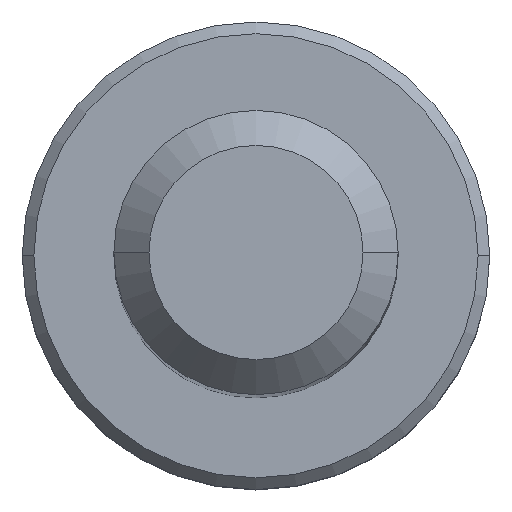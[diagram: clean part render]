
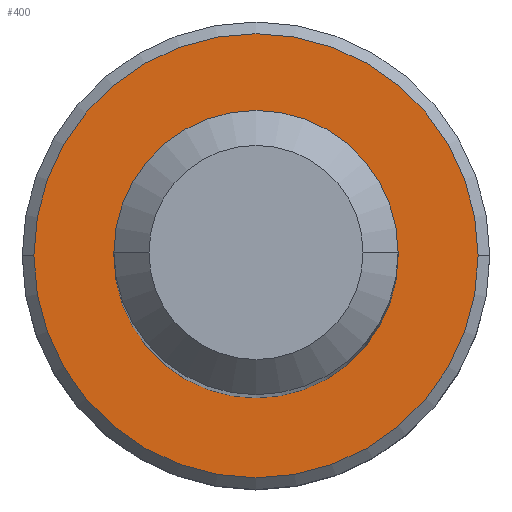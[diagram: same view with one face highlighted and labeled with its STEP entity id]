
A CAD part, top view. The second image highlights one B-rep face of the part: STEP entity #400.
In plain terms, the highlighted planar face has unit normal (0, 0, 1).
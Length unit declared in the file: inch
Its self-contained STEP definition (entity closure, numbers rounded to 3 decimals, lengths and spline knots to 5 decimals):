
#9 = DIRECTION ( 'NONE',  ( -1., 0., 0. ) ) ;
#37 = DIRECTION ( 'NONE',  ( -1., 0., 0. ) ) ;
#48 = FACE_OUTER_BOUND ( 'NONE', #667, .T. ) ;
#50 = VERTEX_POINT ( 'NONE', #609 ) ;
#80 = DIRECTION ( 'NONE',  ( 0., 0., 1. ) ) ;
#84 = CARTESIAN_POINT ( 'NONE',  ( 0.14844, 0., -1.25 ) ) ;
#95 = CARTESIAN_POINT ( 'NONE',  ( 0., 0., -1.25 ) ) ;
#104 = CARTESIAN_POINT ( 'NONE',  ( 0., 0., -1.25 ) ) ;
#115 = AXIS2_PLACEMENT_3D ( 'NONE', #145, #80, #445 ) ;
#133 = DIRECTION ( 'NONE',  ( 0., 0., 1. ) ) ;
#145 = CARTESIAN_POINT ( 'NONE',  ( 0., 0., -1.25 ) ) ;
#150 = ORIENTED_EDGE ( 'NONE', *, *, #354, .T. ) ;
#195 = VERTEX_POINT ( 'NONE', #419 ) ;
#206 = CIRCLE ( 'NONE', #521, 0.14844 ) ;
#210 = EDGE_LOOP ( 'NONE', ( #479, #570 ) ) ;
#243 = ORIENTED_EDGE ( 'NONE', *, *, #749, .T. ) ;
#278 = CARTESIAN_POINT ( 'NONE',  ( 0., 0., -1.25 ) ) ;
#321 = AXIS2_PLACEMENT_3D ( 'NONE', #104, #338, #596 ) ;
#338 = DIRECTION ( 'NONE',  ( 0., 0., 1. ) ) ;
#352 = FACE_BOUND ( 'NONE', #210, .T. ) ;
#354 = EDGE_CURVE ( 'NONE', #195, #774, #206, .T. ) ;
#400 = ADVANCED_FACE ( 'NONE', ( #48, #352 ), #660, .F. ) ;
#410 = CIRCLE ( 'NONE', #115, 0.14844 ) ;
#419 = CARTESIAN_POINT ( 'NONE',  ( -0.14844, 0., -1.25 ) ) ;
#425 = AXIS2_PLACEMENT_3D ( 'NONE', #278, #654, #547 ) ;
#445 = DIRECTION ( 'NONE',  ( -1., 0., 0. ) ) ;
#448 = CARTESIAN_POINT ( 'NONE',  ( 0.095, 0., -1.25 ) ) ;
#463 = EDGE_CURVE ( 'NONE', #50, #655, #730, .T. ) ;
#479 = ORIENTED_EDGE ( 'NONE', *, *, #515, .F. ) ;
#503 = CARTESIAN_POINT ( 'NONE',  ( 0., 0., -1.25 ) ) ;
#515 = EDGE_CURVE ( 'NONE', #655, #50, #754, .T. ) ;
#521 = AXIS2_PLACEMENT_3D ( 'NONE', #95, #585, #37 ) ;
#523 = AXIS2_PLACEMENT_3D ( 'NONE', #503, #133, #9 ) ;
#547 = DIRECTION ( 'NONE',  ( -1., 0., 0. ) ) ;
#570 = ORIENTED_EDGE ( 'NONE', *, *, #463, .F. ) ;
#585 = DIRECTION ( 'NONE',  ( 0., 0., 1. ) ) ;
#596 = DIRECTION ( 'NONE',  ( -1., 0., 0. ) ) ;
#609 = CARTESIAN_POINT ( 'NONE',  ( -0.095, 0., -1.25 ) ) ;
#654 = DIRECTION ( 'NONE',  ( 0., 0., -1. ) ) ;
#655 = VERTEX_POINT ( 'NONE', #448 ) ;
#660 = PLANE ( 'NONE',  #425 ) ;
#667 = EDGE_LOOP ( 'NONE', ( #150, #243 ) ) ;
#730 = CIRCLE ( 'NONE', #321, 0.095 ) ;
#749 = EDGE_CURVE ( 'NONE', #774, #195, #410, .T. ) ;
#754 = CIRCLE ( 'NONE', #523, 0.095 ) ;
#774 = VERTEX_POINT ( 'NONE', #84 ) ;
